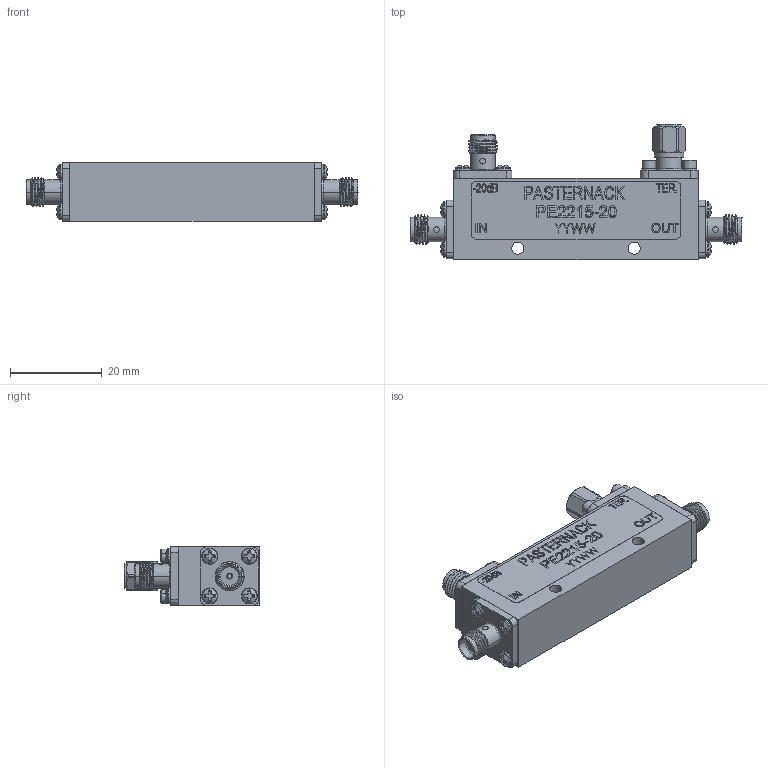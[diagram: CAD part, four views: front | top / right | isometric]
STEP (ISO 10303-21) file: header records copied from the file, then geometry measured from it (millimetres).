
FILE_DESCRIPTION (( 'STEP AP203' ), '1' );
FILE_NAME ('PE2215-20.step', '2018-09-06T15:19:23', ( '' ), ( '' ), 'SwSTEP 2.0', 'SolidWorks 2017', '' );
FILE_SCHEMA (( 'CONFIG_CONTROL_DESIGN' ));
Products named in the file (1): PE2215-20
Bounding box: 72.39 x 29.59 x 12.75 mm (x, y, z)
Volume: 13923.5 mm3; surface area: 8671.1 mm2
Topology: 6 solids, 7 shells, 1615 faces, 4273 edges, 2803 vertices
Faces by surface type: plane 652, cylinder 506, bspline 247, cone 202, torus 8
Entity records: 82660 total; most frequent: CARTESIAN_POINT 46451, ORIENTED_EDGE 8546, DIRECTION 6190, EDGE_CURVE 4273, VERTEX_POINT 2803, AXIS2_PLACEMENT_3D 2099, LINE 1992, VECTOR 1992
